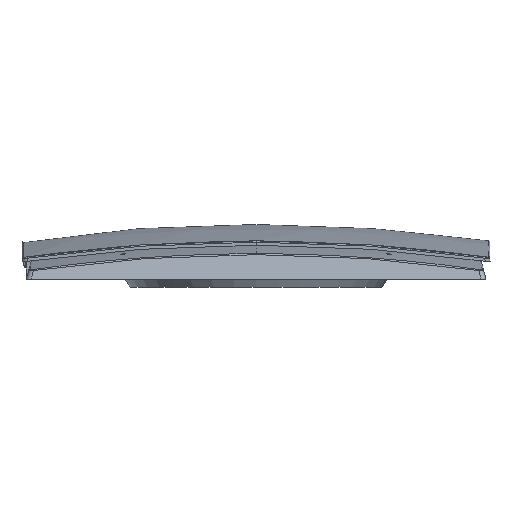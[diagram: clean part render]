
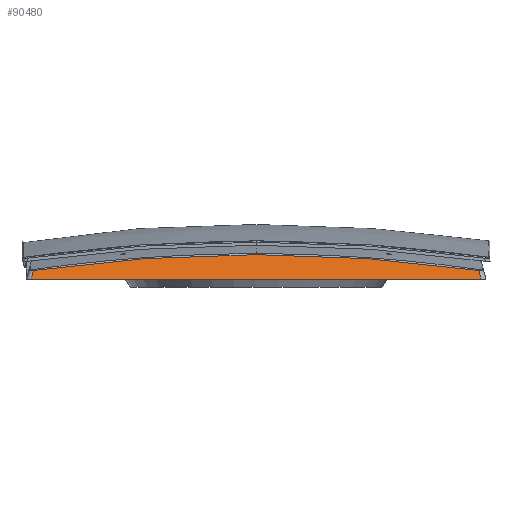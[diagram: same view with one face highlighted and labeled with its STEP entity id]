
A CAD part, left-side view. The second image highlights one B-rep face of the part: STEP entity #90480.
In plain terms, the highlighted planar face has unit normal (-0.966, 0, 0.259).
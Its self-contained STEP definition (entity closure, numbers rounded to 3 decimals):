
#14080=CARTESIAN_POINT('',(-137.828,134.93,
-1.224));
#14090=DIRECTION('',(0.251,-0.251,
0.935));
#14100=VECTOR('',#14090,1.);
#14110=LINE('',#14080,#14100);
#14120=CARTESIAN_POINT('',(-138.036,135.138,-2.));
#14130=VERTEX_POINT('',#14120);
#14140=CARTESIAN_POINT('',(-136.64,133.742,
3.209));
#14150=VERTEX_POINT('',#14140);
#14160=EDGE_CURVE('',#14130,#14150,#14110,.T.);
#31000=CARTESIAN_POINT('',(-138.036,-135.138,-2.));
#31010=VERTEX_POINT('',#31000);
#31040=CARTESIAN_POINT('',(-137.828,-134.93,
-1.224));
#31050=DIRECTION('',(0.251,0.251,
0.935));
#31060=VECTOR('',#31050,1.);
#31070=LINE('',#31040,#31060);
#31080=CARTESIAN_POINT('',(-136.64,-133.742,
3.209));
#31090=VERTEX_POINT('',#31080);
#31100=EDGE_CURVE('',#31010,#31090,#31070,.T.);
#54350=CARTESIAN_POINT('',(-138.036,-135.138,-2.));
#54360=DIRECTION('',(0.,1.,0.));
#54370=VECTOR('',#54360,1.);
#54380=LINE('',#54350,#54370);
#54390=EDGE_CURVE('',#31010,#14130,#54380,.T.);
#90310=CARTESIAN_POINT('',(-138.036,0.,-2.));
#90320=DIRECTION('',(-0.966,0.,0.259));
#90330=DIRECTION('',(0.,1.,0.));
#90340=AXIS2_PLACEMENT_3D('',#90310,#90320,#90330);
#90350=PLANE('',#90340);
#90360=ORIENTED_EDGE('',*,*,#31100,.T.);
#90370=ORIENTED_EDGE('',*,*,#54390,.F.);
#90380=ORIENTED_EDGE('',*,*,#14160,.F.);
#90390=CARTESIAN_POINT('',(-370.585,0.,-869.883));
#90400=DIRECTION('',(-0.966,0.,0.259));
#90410=DIRECTION('',(0.259,0.,0.966));
#90420=AXIS2_PLACEMENT_3D('',#90390,#90400,#90410);
#90430=CIRCLE('',#90420,913.732);
#90440=EDGE_CURVE('',#31090,#14150,#90430,.T.);
#90450=ORIENTED_EDGE('',*,*,#90440,.T.);
#90460=EDGE_LOOP('',(#90450,#90380,#90370,#90360));
#90470=FACE_OUTER_BOUND('',#90460,.T.);
#90480=ADVANCED_FACE('',(#90470),#90350,.T.);
